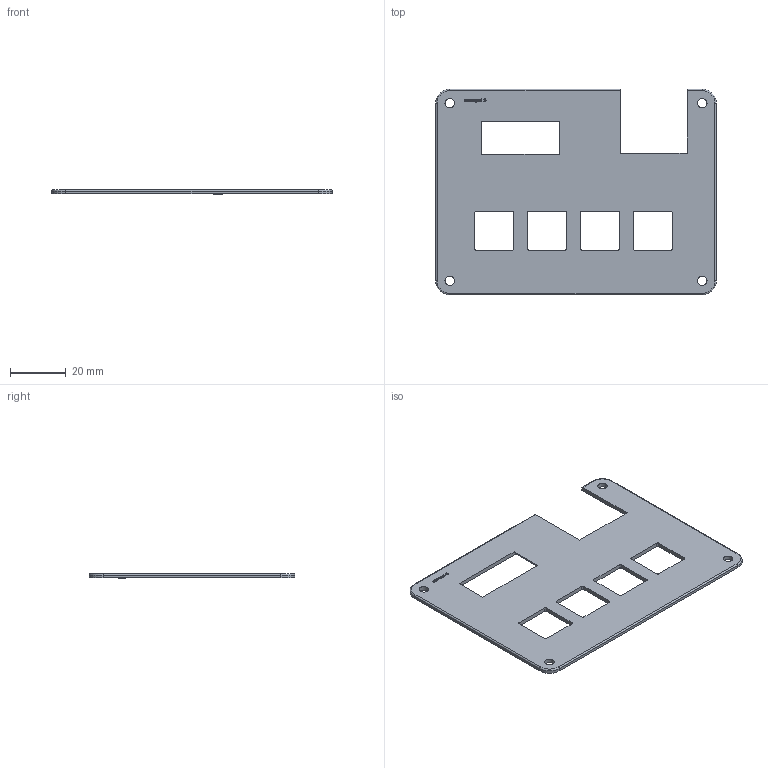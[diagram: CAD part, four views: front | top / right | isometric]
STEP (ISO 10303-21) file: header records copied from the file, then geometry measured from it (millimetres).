
FILE_DESCRIPTION(/* description */ (''),/* implementation_level */ '2;1');
FILE_NAME(/* name */ 'pokrywka.step',/* time_stamp */ '2026-01-12T15:55:01+01:00',/* author */ (''),/* organization */ (''),/* preprocessor_version */ 'ST-DEVELOPER v20.1',/* originating_system */ 'Autodesk Translation Framework v14.21.0.0',/* authorisation */ '');
FILE_SCHEMA (('AUTOMOTIVE_DESIGN { 1 0 10303 214 3 1 1 }'));
Products named in the file (1): 2026-01-09-18-43-42-983
Bounding box: 101 x 74 x 1.7 mm (x, y, z)
Volume: 8383.3 mm3; surface area: 12604.7 mm2
Topology: 1 solids, 1 shells, 1504 faces, 4213 edges, 2806 vertices
Faces by surface type: bspline 965, plane 506, cylinder 29, torus 4
Full cylindrical faces by diameter (mm): 3.4 x4
Entity records: 57114 total; most frequent: CARTESIAN_POINT 24929, ORIENTED_EDGE 8426, EDGE_CURVE 4213, DIRECTION 3425, VERTEX_POINT 2806, LINE 2221, VECTOR 2221, B_SPLINE_CURVE_WITH_KNOTS 1930
